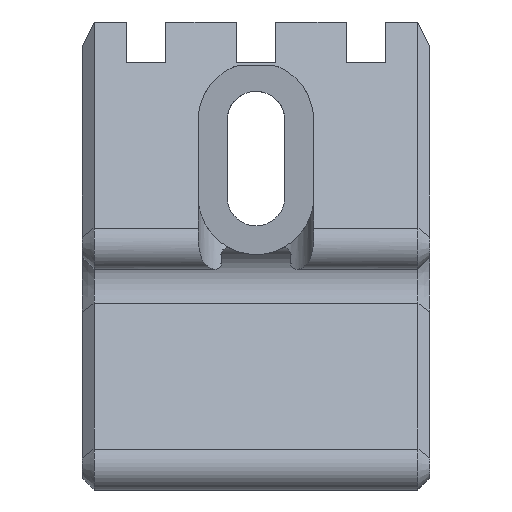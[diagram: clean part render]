
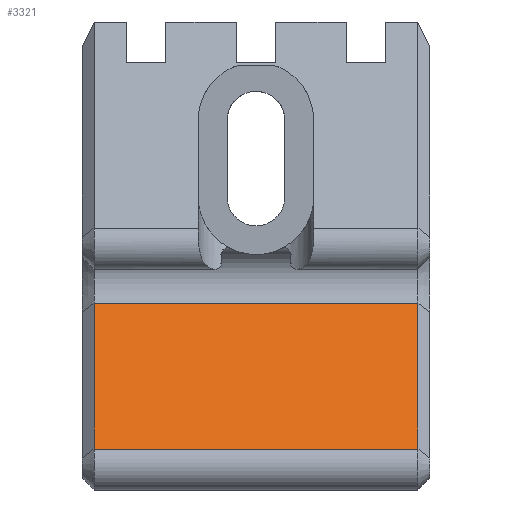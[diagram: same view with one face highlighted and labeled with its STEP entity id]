
A CAD part, top view. The second image highlights one B-rep face of the part: STEP entity #3321.
In plain terms, the highlighted planar face has unit normal (0, 0.766, 0.643).
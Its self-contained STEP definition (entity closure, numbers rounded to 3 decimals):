
#421 = CYLINDRICAL_SURFACE('',#422,2.);
#422 = AXIS2_PLACEMENT_3D('',#423,#424,#425);
#423 = CARTESIAN_POINT('',(-15.,-20.882,27.998));
#424 = DIRECTION('',(-1.,0.,0.));
#425 = DIRECTION('',(0.,1.,0.));
#1417 = EDGE_CURVE('',#1418,#1420,#1422,.T.);
#1418 = VERTEX_POINT('',#1419);
#1419 = CARTESIAN_POINT('',(-14.,-19.35,29.283));
#1420 = VERTEX_POINT('',#1421);
#1421 = CARTESIAN_POINT('',(14.,-19.35,29.283));
#1422 = SURFACE_CURVE('',#1423,(#1427,#1434),.PCURVE_S1.);
#1423 = LINE('',#1424,#1425);
#1424 = CARTESIAN_POINT('',(-15.,-19.35,29.283));
#1425 = VECTOR('',#1426,1.);
#1426 = DIRECTION('',(1.,0.,0.));
#1427 = PCURVE('',#421,#1428);
#1428 = DEFINITIONAL_REPRESENTATION('',(#1429),#1433);
#1429 = LINE('',#1430,#1431);
#1430 = CARTESIAN_POINT('',(-0.698,0.));
#1431 = VECTOR('',#1432,1.);
#1432 = DIRECTION('',(-0.,-1.));
#1433 = ( GEOMETRIC_REPRESENTATION_CONTEXT(2) 
PARAMETRIC_REPRESENTATION_CONTEXT() REPRESENTATION_CONTEXT('2D SPACE',''
  ) );
#1434 = PCURVE('',#1435,#1440);
#1435 = PLANE('',#1436);
#1436 = AXIS2_PLACEMENT_3D('',#1437,#1438,#1439);
#1437 = CARTESIAN_POINT('',(-15.,-19.35,29.283));
#1438 = DIRECTION('',(0.,0.766,0.643)
  );
#1439 = DIRECTION('',(0.,0.643,-0.766)
  );
#1440 = DEFINITIONAL_REPRESENTATION('',(#1441),#1445);
#1441 = LINE('',#1442,#1443);
#1442 = CARTESIAN_POINT('',(0.,0.));
#1443 = VECTOR('',#1444,1.);
#1444 = DIRECTION('',(0.,-1.));
#1445 = ( GEOMETRIC_REPRESENTATION_CONTEXT(2) 
PARAMETRIC_REPRESENTATION_CONTEXT() REPRESENTATION_CONTEXT('2D SPACE',''
  ) );
#3257 = PLANE('',#3258);
#3258 = AXIS2_PLACEMENT_3D('',#3259,#3260,#3261);
#3259 = CARTESIAN_POINT('',(-14.5,-19.733,28.962));
#3260 = DIRECTION('',(0.707,-0.542,-0.455));
#3261 = DIRECTION('',(0.,-0.643,0.766
    ));
#3321 = ADVANCED_FACE('',(#3322),#1435,.T.);
#3322 = FACE_BOUND('',#3323,.T.);
#3323 = EDGE_LOOP('',(#3324,#3325,#3353,#3381));
#3324 = ORIENTED_EDGE('',*,*,#1417,.T.);
#3325 = ORIENTED_EDGE('',*,*,#3326,.T.);
#3326 = EDGE_CURVE('',#1420,#3327,#3329,.T.);
#3327 = VERTEX_POINT('',#3328);
#3328 = CARTESIAN_POINT('',(14.,-6.721,14.232));
#3329 = SURFACE_CURVE('',#3330,(#3334,#3341),.PCURVE_S1.);
#3330 = LINE('',#3331,#3332);
#3331 = CARTESIAN_POINT('',(14.,-19.35,29.283));
#3332 = VECTOR('',#3333,1.);
#3333 = DIRECTION('',(0.,0.643,-0.766)
  );
#3334 = PCURVE('',#1435,#3335);
#3335 = DEFINITIONAL_REPRESENTATION('',(#3336),#3340);
#3336 = LINE('',#3337,#3338);
#3337 = CARTESIAN_POINT('',(0.,-29.));
#3338 = VECTOR('',#3339,1.);
#3339 = DIRECTION('',(1.,0.));
#3340 = ( GEOMETRIC_REPRESENTATION_CONTEXT(2) 
PARAMETRIC_REPRESENTATION_CONTEXT() REPRESENTATION_CONTEXT('2D SPACE',''
  ) );
#3341 = PCURVE('',#3342,#3347);
#3342 = PLANE('',#3343);
#3343 = AXIS2_PLACEMENT_3D('',#3344,#3345,#3346);
#3344 = CARTESIAN_POINT('',(14.5,-19.733,28.962));
#3345 = DIRECTION('',(0.707,0.542,0.455));
#3346 = DIRECTION('',(0.,-0.643,0.766)
  );
#3347 = DEFINITIONAL_REPRESENTATION('',(#3348),#3352);
#3348 = LINE('',#3349,#3350);
#3349 = CARTESIAN_POINT('',(0.,-0.707));
#3350 = VECTOR('',#3351,1.);
#3351 = DIRECTION('',(-1.,0.));
#3352 = ( GEOMETRIC_REPRESENTATION_CONTEXT(2) 
PARAMETRIC_REPRESENTATION_CONTEXT() REPRESENTATION_CONTEXT('2D SPACE',''
  ) );
#3353 = ORIENTED_EDGE('',*,*,#3354,.F.);
#3354 = EDGE_CURVE('',#3355,#3327,#3357,.T.);
#3355 = VERTEX_POINT('',#3356);
#3356 = CARTESIAN_POINT('',(-14.,-6.721,14.232));
#3357 = SURFACE_CURVE('',#3358,(#3362,#3369),.PCURVE_S1.);
#3358 = LINE('',#3359,#3360);
#3359 = CARTESIAN_POINT('',(-15.,-6.721,14.232));
#3360 = VECTOR('',#3361,1.);
#3361 = DIRECTION('',(1.,0.,0.));
#3362 = PCURVE('',#1435,#3363);
#3363 = DEFINITIONAL_REPRESENTATION('',(#3364),#3368);
#3364 = LINE('',#3365,#3366);
#3365 = CARTESIAN_POINT('',(19.647,0.));
#3366 = VECTOR('',#3367,1.);
#3367 = DIRECTION('',(0.,-1.));
#3368 = ( GEOMETRIC_REPRESENTATION_CONTEXT(2) 
PARAMETRIC_REPRESENTATION_CONTEXT() REPRESENTATION_CONTEXT('2D SPACE',''
  ) );
#3369 = PCURVE('',#3370,#3375);
#3370 = CYLINDRICAL_SURFACE('',#3371,2.75);
#3371 = AXIS2_PLACEMENT_3D('',#3372,#3373,#3374);
#3372 = CARTESIAN_POINT('',(-15.,-4.614,16.));
#3373 = DIRECTION('',(-1.,0.,0.));
#3374 = DIRECTION('',(0.,1.,0.));
#3375 = DEFINITIONAL_REPRESENTATION('',(#3376),#3380);
#3376 = LINE('',#3377,#3378);
#3377 = CARTESIAN_POINT('',(-3.84,0.));
#3378 = VECTOR('',#3379,1.);
#3379 = DIRECTION('',(-0.,-1.));
#3380 = ( GEOMETRIC_REPRESENTATION_CONTEXT(2) 
PARAMETRIC_REPRESENTATION_CONTEXT() REPRESENTATION_CONTEXT('2D SPACE',''
  ) );
#3381 = ORIENTED_EDGE('',*,*,#3382,.F.);
#3382 = EDGE_CURVE('',#1418,#3355,#3383,.T.);
#3383 = SURFACE_CURVE('',#3384,(#3388,#3395),.PCURVE_S1.);
#3384 = LINE('',#3385,#3386);
#3385 = CARTESIAN_POINT('',(-14.,-19.35,29.283));
#3386 = VECTOR('',#3387,1.);
#3387 = DIRECTION('',(0.,0.643,-0.766)
  );
#3388 = PCURVE('',#1435,#3389);
#3389 = DEFINITIONAL_REPRESENTATION('',(#3390),#3394);
#3390 = LINE('',#3391,#3392);
#3391 = CARTESIAN_POINT('',(0.,-1.));
#3392 = VECTOR('',#3393,1.);
#3393 = DIRECTION('',(1.,0.));
#3394 = ( GEOMETRIC_REPRESENTATION_CONTEXT(2) 
PARAMETRIC_REPRESENTATION_CONTEXT() REPRESENTATION_CONTEXT('2D SPACE',''
  ) );
#3395 = PCURVE('',#3257,#3396);
#3396 = DEFINITIONAL_REPRESENTATION('',(#3397),#3401);
#3397 = LINE('',#3398,#3399);
#3398 = CARTESIAN_POINT('',(0.,-0.707));
#3399 = VECTOR('',#3400,1.);
#3400 = DIRECTION('',(-1.,0.));
#3401 = ( GEOMETRIC_REPRESENTATION_CONTEXT(2) 
PARAMETRIC_REPRESENTATION_CONTEXT() REPRESENTATION_CONTEXT('2D SPACE',''
  ) );
